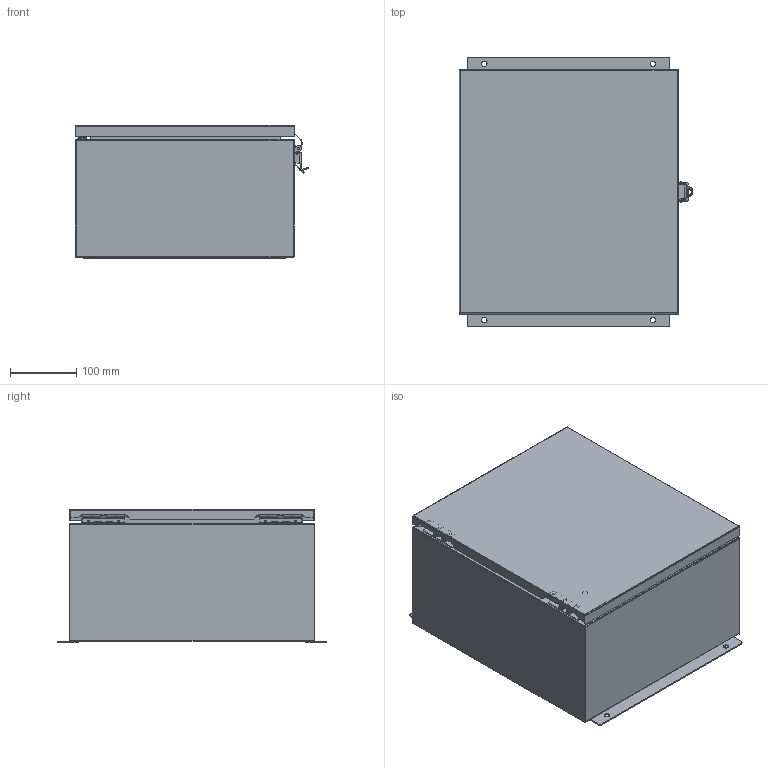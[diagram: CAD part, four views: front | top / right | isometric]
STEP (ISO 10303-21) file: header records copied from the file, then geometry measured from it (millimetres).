
FILE_DESCRIPTION (( 'STEP AP214' ), '1' );
FILE_NAME ('NBSS141207-KIT01.step', '2020-03-18T19:17:17', ( '' ), ( '' ), 'SwSTEP 2.0', 'SolidWorks 2018', '' );
FILE_SCHEMA (( 'AUTOMOTIVE_DESIGN' ));
Length unit declared in the file: inch
Products named in the file (22): NBSS_integra_latch; NBSS141207_box assy; NBSS_integra_gnd stud; NBSS_integra_L-com mtg flange; HGX-NPLATE08; NBSS_integra_box hinge; 91115A288_18-8 SS FF THD HEX STDF_91115A288; NBSS141207; 10-32 stud^NBSS141207_box assy; NBSS141207_lid; NBSS141207_lid assy; NBSS_integra_hinge pin; NBSS_integra_fhscr_91771A830_10-32 x .62lg; NBSS_integra_csink wshr; NBSS141207-KIT01; RIVET_LONG_12DIA_1; NBSS_integra_box brkt; XFS-0077-4; RIVET_SHORT_12DIA_1; NBSS_integra_lid hinge; NBSS141207_box; 9912562-82-10_1
Assembly tree (40 placements, depth 5):
  NBSS141207-KIT01
    NBSS141207
      NBSS141207_box assy
        NBSS141207_box
        NBSS_integra_box hinge  x2
        NBSS_integra_fhscr_91771A830_10-32 x .62lg  x4
        NBSS_integra_box brkt  x2
        NBSS_integra_csink wshr  x4
        NBSS_integra_hinge pin  x2
        NBSS_integra_latch
          9912562-82-10_1
          RIVET_LONG_12DIA_1
          RIVET_SHORT_12DIA_1  x2
        NBSS_integra_gnd stud
        10-32 stud^NBSS141207_box assy
        91115A288_18-8 SS FF THD HEX STDF_91115A288  x4
        NBSS_integra_L-com mtg flange  x2
      NBSS141207_lid assy
        NBSS141207_lid
        NBSS_integra_lid hinge  x2
        NBSS_integra_gnd stud
    HGX-NPLATE08
    XFS-0077-4  x4
Bounding box: 352.42 x 406.4 x 200.69 mm (x, y, z)
Volume: 1486406.9 mm3; surface area: 1398015.5 mm2
Topology: 40 solids, 40 shells, 1767 faces, 4558 edges, 2882 vertices
Faces by surface type: cylinder 731, plane 566, cone 370, bspline 72, torus 28
Entity records: 37752 total; most frequent: CARTESIAN_POINT 13004, ORIENTED_EDGE 4406, DIRECTION 4236, EDGE_CURVE 2203, AXIS2_PLACEMENT_3D 1534, VERTEX_POINT 1407, VECTOR 1168, LINE 1168
